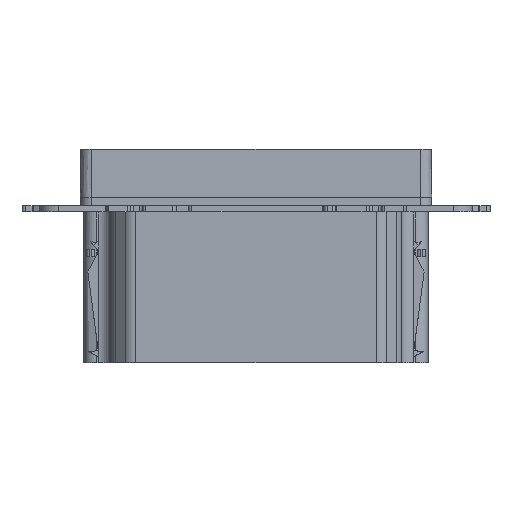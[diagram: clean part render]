
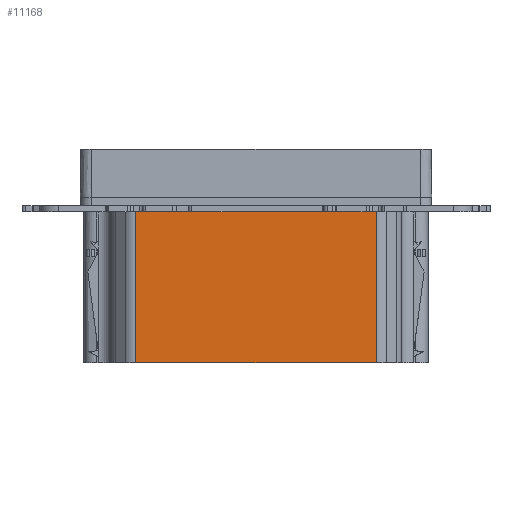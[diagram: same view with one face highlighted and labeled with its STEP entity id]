
A CAD part, front view. The second image highlights one B-rep face of the part: STEP entity #11168.
In plain terms, the highlighted planar face has unit normal (0, -1, 0).
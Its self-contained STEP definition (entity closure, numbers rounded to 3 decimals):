
#2004 = CARTESIAN_POINT ( 'NONE',  ( 4.893, 11.25, -1. ) ) ;
#2142 = DIRECTION ( 'NONE',  ( 0., 0., 1. ) ) ;
#2378 = DIRECTION ( 'NONE',  ( 0., 0., 1. ) ) ;
#2786 = ORIENTED_EDGE ( 'NONE', *, *, #23447, .T. ) ;
#3079 = DIRECTION ( 'NONE',  ( -1., 0., 0. ) ) ;
#4240 = LINE ( 'NONE', #18481, #9590 ) ;
#4531 = VECTOR ( 'NONE', #3079, 1000. ) ;
#5256 = CARTESIAN_POINT ( 'NONE',  ( 4.893, 11.25, -1. ) ) ;
#6440 = PLANE ( 'NONE',  #15460 ) ;
#7897 = VECTOR ( 'NONE', #11346, 1000. ) ;
#8692 = VERTEX_POINT ( 'NONE', #16356 ) ;
#8940 = EDGE_LOOP ( 'NONE', ( #29706, #15467, #12386, #2786 ) ) ;
#9328 = EDGE_CURVE ( 'NONE', #15407, #29554, #23018, .T. ) ;
#9590 = VECTOR ( 'NONE', #2378, 1000. ) ;
#11168 = ADVANCED_FACE ( 'NONE', ( #29942 ), #6440, .F. ) ;
#11346 = DIRECTION ( 'NONE',  ( -1., 0., 0. ) ) ;
#11466 = DIRECTION ( 'NONE',  ( -1., 0., 0. ) ) ;
#12386 = ORIENTED_EDGE ( 'NONE', *, *, #18721, .F. ) ;
#12413 = LINE ( 'NONE', #29043, #4531 ) ;
#13789 = CARTESIAN_POINT ( 'NONE',  ( 43.107, 11.25, -25.011 ) ) ;
#15407 = VERTEX_POINT ( 'NONE', #21617 ) ;
#15460 = AXIS2_PLACEMENT_3D ( 'NONE', #15775, #27626, #11466 ) ;
#15467 = ORIENTED_EDGE ( 'NONE', *, *, #25115, .F. ) ;
#15775 = CARTESIAN_POINT ( 'NONE',  ( 4.893, 11.25, -25.011 ) ) ;
#16356 = CARTESIAN_POINT ( 'NONE',  ( 43.107, 11.25, -25.011 ) ) ;
#16938 = VERTEX_POINT ( 'NONE', #24820 ) ;
#18481 = CARTESIAN_POINT ( 'NONE',  ( 4.893, 11.25, -25.011 ) ) ;
#18721 = EDGE_CURVE ( 'NONE', #8692, #16938, #12413, .T. ) ;
#21617 = CARTESIAN_POINT ( 'NONE',  ( 43.107, 11.25, -1. ) ) ;
#23018 = LINE ( 'NONE', #2004, #7897 ) ;
#23447 = EDGE_CURVE ( 'NONE', #8692, #15407, #27788, .T. ) ;
#23793 = VECTOR ( 'NONE', #2142, 1000. ) ;
#24820 = CARTESIAN_POINT ( 'NONE',  ( 4.893, 11.25, -25.011 ) ) ;
#25115 = EDGE_CURVE ( 'NONE', #16938, #29554, #4240, .T. ) ;
#27626 = DIRECTION ( 'NONE',  ( 0., 1., 0. ) ) ;
#27788 = LINE ( 'NONE', #13789, #23793 ) ;
#29043 = CARTESIAN_POINT ( 'NONE',  ( 4.893, 11.25, -25.011 ) ) ;
#29554 = VERTEX_POINT ( 'NONE', #5256 ) ;
#29706 = ORIENTED_EDGE ( 'NONE', *, *, #9328, .T. ) ;
#29942 = FACE_OUTER_BOUND ( 'NONE', #8940, .T. ) ;
